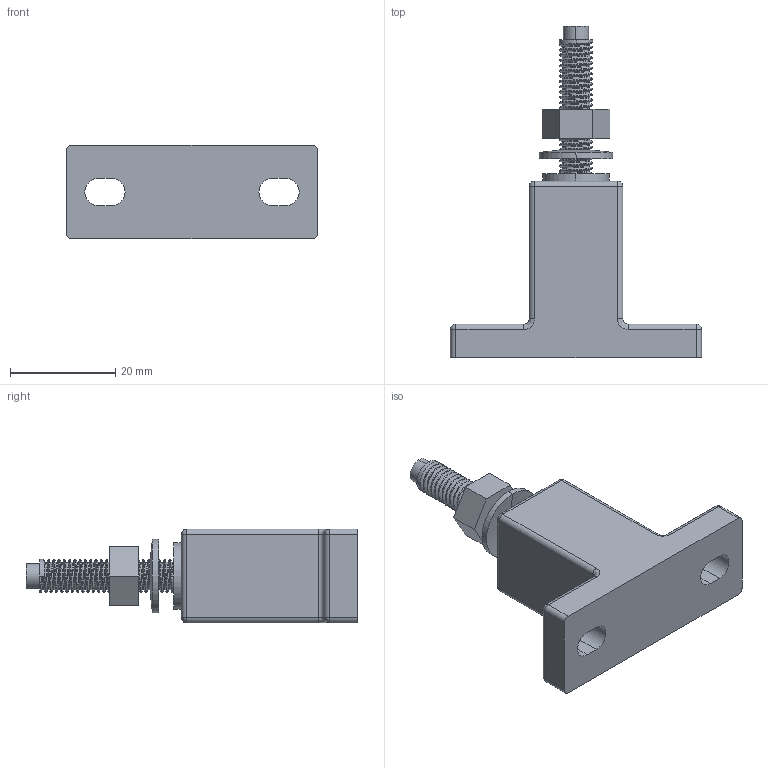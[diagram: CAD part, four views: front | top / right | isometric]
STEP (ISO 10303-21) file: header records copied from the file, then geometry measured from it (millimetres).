
FILE_DESCRIPTION (( 'STEP AP214' ), '1' );
FILE_NAME ('lscr101.STEP', '2024-06-11T07:58:42', ( '' ), ( '' ), 'SwSTEP 2.0', 'SolidWorks 2024', '' );
FILE_SCHEMA (( 'AUTOMOTIVE_DESIGN' ));
Length unit declared in the file: millimetre
Products named in the file (3): lscr101_1_1; lscr101_1; lscr101
Assembly tree (2 placements, depth 2):
  lscr101
    lscr101_1
    lscr101_1_1
Bounding box: 47.62 x 62.87 x 17.78 mm (x, y, z)
Volume: 14850.9 mm3; surface area: 6421.7 mm2
Topology: 2 solids, 3 shells, 142 faces, 365 edges, 222 vertices
Faces by surface type: cylinder 94, plane 29, bspline 15, cone 4
Entity records: 8839 total; most frequent: CARTESIAN_POINT 4995, ORIENTED_EDGE 714, DIRECTION 597, EDGE_CURVE 357, VERTEX_POINT 222, AXIS2_PLACEMENT_3D 220, LINE 157, VECTOR 157
